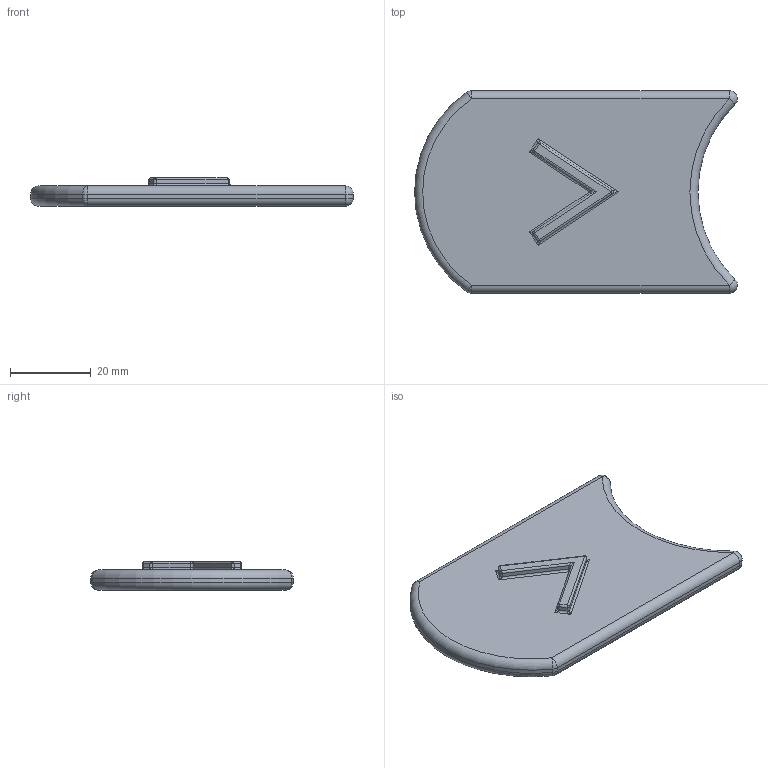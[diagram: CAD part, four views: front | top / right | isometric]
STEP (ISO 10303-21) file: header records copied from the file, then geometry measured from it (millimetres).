
FILE_DESCRIPTION(/* description */ (''),/* implementation_level */ '2;1');
FILE_NAME(/* name */ 'greaterblock.stp',/* time_stamp */ '2021-03-21T19:23:55-07:00',/* author */ (''),/* organization */ (''),/* preprocessor_version */ 'ST-DEVELOPER v16.7',/* originating_system */ 'SIEMENS PLM Software NX 1926',/* authorisation */ '');
FILE_SCHEMA (('AUTOMOTIVE_DESIGN { 1 0 10303 214 3 1 1 1 }'));
Length unit declared in the file: millimetre
Products named in the file (1): greaterblock
Bounding box: 79.75 x 50 x 7 mm (x, y, z)
Volume: 16015.3 mm3; surface area: 8155.3 mm2
Topology: 1 solids, 1 shells, 70 faces, 151 edges, 67 vertices
Faces by surface type: cylinder 30, plane 14, sphere 14, torus 6, bspline 6
Full cylindrical faces by diameter (mm): 7 x2
Entity records: 1806 total; most frequent: CARTESIAN_POINT 381, DIRECTION 334, ORIENTED_EDGE 258, AXIS2_PLACEMENT_3D 140, EDGE_CURVE 129, EDGE_LOOP 76, ADVANCED_FACE 70, VERTEX_POINT 67
